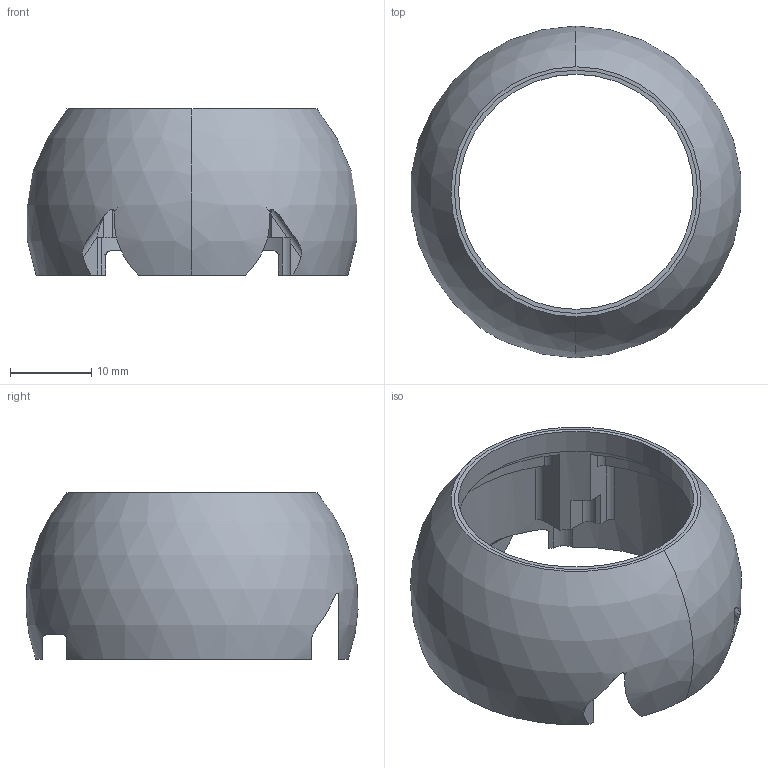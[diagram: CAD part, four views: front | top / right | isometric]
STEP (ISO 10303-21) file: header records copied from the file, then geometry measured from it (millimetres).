
FILE_DESCRIPTION((''),'2;1');
FILE_NAME('ICUB3_020_P_107','2021-09-07T17:14:35',('silo-mech'),(''),'CREO PARAMETRIC BY PTC INC, 2020454','CREO PARAMETRIC BY PTC INC, 2020454','');
FILE_SCHEMA(('CONFIG_CONTROL_DESIGN'));
Length unit declared in the file: millimetre
Products named in the file (1): ICUB3_020_P_107
Bounding box: 40.65 x 40.96 x 20.5 mm (x, y, z)
Volume: 3884.2 mm3; surface area: 5822.3 mm2
Topology: 1 solids, 5 shells, 106 faces, 303 edges, 199 vertices
Faces by surface type: cylinder 53, plane 45, cone 6, sphere 2
Entity records: 3682 total; most frequent: CARTESIAN_POINT 807, DIRECTION 627, ORIENTED_EDGE 578, EDGE_CURVE 297, AXIS2_PLACEMENT_3D 245, VERTEX_POINT 199, CIRCLE 138, VECTOR 137
